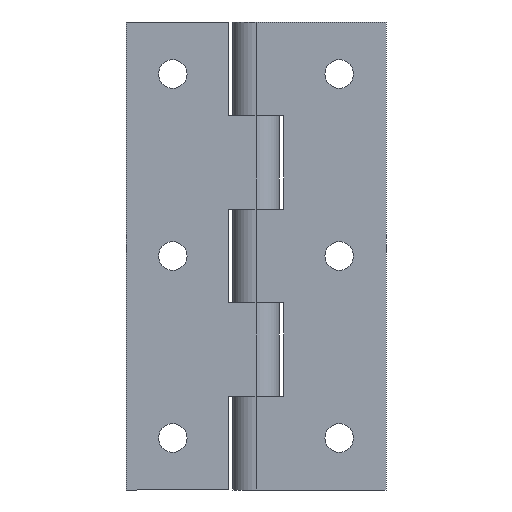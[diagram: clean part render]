
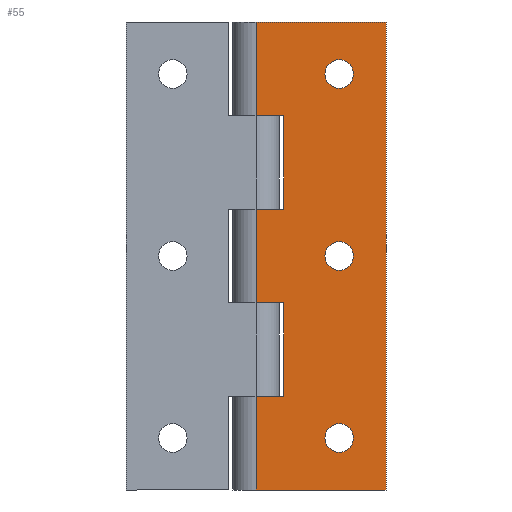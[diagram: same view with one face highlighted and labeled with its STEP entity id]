
A CAD part, front view. The second image highlights one B-rep face of the part: STEP entity #55.
In plain terms, the highlighted planar face has unit normal (0, -1, 0).
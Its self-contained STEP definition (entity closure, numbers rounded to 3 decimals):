
#35 = VERTEX_POINT ( 'NONE', #640 ) ;
#38 = EDGE_CURVE ( 'NONE', #2616, #35, #639, .T. ) ;
#42 = EDGE_CURVE ( 'NONE', #2633, #45, #635, .T. ) ;
#45 = VERTEX_POINT ( 'NONE', #691 ) ;
#53 = EDGE_LOOP ( 'NONE', ( #54, #2820 ) ) ;
#54 = ORIENTED_EDGE ( 'NONE', *, *, #2822, .T. ) ;
#55 = ADVANCED_FACE ( 'NONE', ( #678, #677, #676, #675 ), #674, .F. ) ;
#634 = CARTESIAN_POINT ( 'NONE',  ( 0., -4.5, -45. ) ) ;
#635 = LINE ( 'NONE', #634, #697 ) ;
#636 = DIRECTION ( 'NONE',  ( 1., 0., 0. ) ) ;
#637 = VECTOR ( 'NONE', #636, 1000. ) ;
#638 = CARTESIAN_POINT ( 'NONE',  ( 0., -4.5, 45. ) ) ;
#639 = LINE ( 'NONE', #638, #637 ) ;
#640 = CARTESIAN_POINT ( 'NONE',  ( 25., -4.5, 45. ) ) ;
#670 = DIRECTION ( 'NONE',  ( -1., 0., 0. ) ) ;
#671 = DIRECTION ( 'NONE',  ( 0., 1., 0. ) ) ;
#672 = CARTESIAN_POINT ( 'NONE',  ( 0., -4.5, 45. ) ) ;
#673 = AXIS2_PLACEMENT_3D ( 'NONE', #672, #671, #670 ) ;
#674 = PLANE ( 'NONE',  #673 ) ;
#675 = FACE_OUTER_BOUND ( 'NONE', #2808, .T. ) ;
#676 = FACE_BOUND ( 'NONE', #2813, .T. ) ;
#677 = FACE_BOUND ( 'NONE', #2817, .T. ) ;
#678 = FACE_BOUND ( 'NONE', #53, .T. ) ;
#691 = CARTESIAN_POINT ( 'NONE',  ( 25., -4.5, -45. ) ) ;
#696 = DIRECTION ( 'NONE',  ( 1., 0., 0. ) ) ;
#697 = VECTOR ( 'NONE', #696, 1000. ) ;
#1517 = DIRECTION ( 'NONE',  ( 0., 0., -1. ) ) ;
#1518 = VECTOR ( 'NONE', #1517, 1000. ) ;
#1519 = CARTESIAN_POINT ( 'NONE',  ( 0., -4.5, 45. ) ) ;
#1524 = LINE ( 'NONE', #1519, #1518 ) ;
#1587 = CARTESIAN_POINT ( 'NONE',  ( 0., -4.5, 9. ) ) ;
#1594 = CARTESIAN_POINT ( 'NONE',  ( 0., -4.5, -9. ) ) ;
#1595 = DIRECTION ( 'NONE',  ( 0., 0., -1. ) ) ;
#1596 = VECTOR ( 'NONE', #1595, 1000. ) ;
#1597 = CARTESIAN_POINT ( 'NONE',  ( 0., -4.5, 45. ) ) ;
#1598 = LINE ( 'NONE', #1597, #1596 ) ;
#1663 = DIRECTION ( 'NONE',  ( 0., 0., -1. ) ) ;
#1664 = VECTOR ( 'NONE', #1663, 1000. ) ;
#1665 = CARTESIAN_POINT ( 'NONE',  ( 0., -4.5, 45. ) ) ;
#1666 = LINE ( 'NONE', #1665, #1664 ) ;
#1719 = CARTESIAN_POINT ( 'NONE',  ( 0., -4.5, 45. ) ) ;
#1725 = CARTESIAN_POINT ( 'NONE',  ( 0., -4.5, 27. ) ) ;
#1728 = CARTESIAN_POINT ( 'NONE',  ( 0., -4.5, -27. ) ) ;
#1744 = CARTESIAN_POINT ( 'NONE',  ( 0., -4.5, -45. ) ) ;
#1761 = CARTESIAN_POINT ( 'NONE',  ( 16., -4.5, 2.75 ) ) ;
#1762 = CARTESIAN_POINT ( 'NONE',  ( 16., -4.5, -2.75 ) ) ;
#1790 = DIRECTION ( 'NONE',  ( 0., 0., 1. ) ) ;
#1791 = DIRECTION ( 'NONE',  ( 0., 1., 0. ) ) ;
#1792 = CARTESIAN_POINT ( 'NONE',  ( 16., -4.5, -35. ) ) ;
#1793 = AXIS2_PLACEMENT_3D ( 'NONE', #1792, #1791, #1790 ) ;
#1794 = CIRCLE ( 'NONE', #1793, 2.75 ) ;
#1799 = CARTESIAN_POINT ( 'NONE',  ( 16., -4.5, -32.25 ) ) ;
#1806 = CARTESIAN_POINT ( 'NONE',  ( 16., -4.5, -37.75 ) ) ;
#1817 = DIRECTION ( 'NONE',  ( 0., 0., 1. ) ) ;
#1818 = DIRECTION ( 'NONE',  ( 0., 1., 0. ) ) ;
#1819 = CARTESIAN_POINT ( 'NONE',  ( 16., -4.5, 0. ) ) ;
#1820 = AXIS2_PLACEMENT_3D ( 'NONE', #1819, #1818, #1817 ) ;
#1821 = CIRCLE ( 'NONE', #1820, 2.75 ) ;
#1855 = CARTESIAN_POINT ( 'NONE',  ( 16., -4.5, 32.25 ) ) ;
#1856 = CARTESIAN_POINT ( 'NONE',  ( 16., -4.5, 37.75 ) ) ;
#1857 = DIRECTION ( 'NONE',  ( 0., 0., 1. ) ) ;
#1858 = DIRECTION ( 'NONE',  ( 0., 1., 0. ) ) ;
#1859 = CARTESIAN_POINT ( 'NONE',  ( 16., -4.5, 35. ) ) ;
#1860 = AXIS2_PLACEMENT_3D ( 'NONE', #1859, #1858, #1857 ) ;
#1861 = CIRCLE ( 'NONE', #1860, 2.75 ) ;
#1917 = DIRECTION ( 'NONE',  ( 0., 0., -1. ) ) ;
#1918 = VECTOR ( 'NONE', #1917, 1000. ) ;
#1919 = CARTESIAN_POINT ( 'NONE',  ( 5.3, -4.5, 45. ) ) ;
#1920 = LINE ( 'NONE', #1919, #1918 ) ;
#1962 = DIRECTION ( 'NONE',  ( 0., 0., -1. ) ) ;
#1963 = VECTOR ( 'NONE', #1962, 1000. ) ;
#1964 = CARTESIAN_POINT ( 'NONE',  ( 25., -4.5, 45. ) ) ;
#1965 = LINE ( 'NONE', #1964, #1963 ) ;
#1966 = DIRECTION ( 'NONE',  ( 1., 0., 0. ) ) ;
#1967 = VECTOR ( 'NONE', #1966, 1000. ) ;
#1968 = CARTESIAN_POINT ( 'NONE',  ( 0., -4.5, 27. ) ) ;
#1969 = LINE ( 'NONE', #1968, #1967 ) ;
#2045 = DIRECTION ( 'NONE',  ( -1., 0., 0. ) ) ;
#2046 = VECTOR ( 'NONE', #2045, 1000. ) ;
#2047 = CARTESIAN_POINT ( 'NONE',  ( 0., -4.5, -27. ) ) ;
#2048 = LINE ( 'NONE', #2047, #2046 ) ;
#2049 = CARTESIAN_POINT ( 'NONE',  ( 5.3, -4.5, -9. ) ) ;
#2050 = DIRECTION ( 'NONE',  ( 1., 0., 0. ) ) ;
#2051 = VECTOR ( 'NONE', #2050, 1000. ) ;
#2052 = CARTESIAN_POINT ( 'NONE',  ( 0., -4.5, -9. ) ) ;
#2053 = LINE ( 'NONE', #2052, #2051 ) ;
#2054 = DIRECTION ( 'NONE',  ( 0., 0., -1. ) ) ;
#2055 = VECTOR ( 'NONE', #2054, 1000. ) ;
#2056 = CARTESIAN_POINT ( 'NONE',  ( 5.3, -4.5, 45. ) ) ;
#2057 = LINE ( 'NONE', #2056, #2055 ) ;
#2058 = DIRECTION ( 'NONE',  ( 0., 0., 1. ) ) ;
#2059 = DIRECTION ( 'NONE',  ( 0., 1., 0. ) ) ;
#2060 = CARTESIAN_POINT ( 'NONE',  ( 16., -4.5, -35. ) ) ;
#2061 = AXIS2_PLACEMENT_3D ( 'NONE', #2060, #2059, #2058 ) ;
#2062 = CIRCLE ( 'NONE', #2061, 2.75 ) ;
#2063 = CARTESIAN_POINT ( 'NONE',  ( 5.3, -4.5, -27. ) ) ;
#2064 = DIRECTION ( 'NONE',  ( 0., 0., 1. ) ) ;
#2065 = DIRECTION ( 'NONE',  ( 0., 1., 0. ) ) ;
#2066 = CARTESIAN_POINT ( 'NONE',  ( 16., -4.5, 0. ) ) ;
#2067 = AXIS2_PLACEMENT_3D ( 'NONE', #2066, #2065, #2064 ) ;
#2068 = CIRCLE ( 'NONE', #2067, 2.75 ) ;
#2069 = DIRECTION ( 'NONE',  ( 0., 0., 1. ) ) ;
#2070 = DIRECTION ( 'NONE',  ( 0., 1., 0. ) ) ;
#2071 = AXIS2_PLACEMENT_3D ( 'NONE', #2075, #2070, #2069 ) ;
#2072 = CIRCLE ( 'NONE', #2071, 2.75 ) ;
#2075 = CARTESIAN_POINT ( 'NONE',  ( 16., -4.5, 35. ) ) ;
#2090 = CARTESIAN_POINT ( 'NONE',  ( 5.3, -4.5, 27. ) ) ;
#2091 = CARTESIAN_POINT ( 'NONE',  ( 5.3, -4.5, 9. ) ) ;
#2092 = DIRECTION ( 'NONE',  ( -1., 0., 0. ) ) ;
#2093 = VECTOR ( 'NONE', #2092, 1000. ) ;
#2094 = CARTESIAN_POINT ( 'NONE',  ( 0., -4.5, 9. ) ) ;
#2095 = LINE ( 'NONE', #2094, #2093 ) ;
#2530 = EDGE_CURVE ( 'NONE', #2641, #2633, #1524, .T. ) ;
#2551 = EDGE_CURVE ( 'NONE', #2559, #2552, #1598, .T. ) ;
#2552 = VERTEX_POINT ( 'NONE', #1594 ) ;
#2559 = VERTEX_POINT ( 'NONE', #1587 ) ;
#2612 = EDGE_CURVE ( 'NONE', #2616, #2613, #1666, .T. ) ;
#2613 = VERTEX_POINT ( 'NONE', #1725 ) ;
#2616 = VERTEX_POINT ( 'NONE', #1719 ) ;
#2633 = VERTEX_POINT ( 'NONE', #1744 ) ;
#2641 = VERTEX_POINT ( 'NONE', #1728 ) ;
#2658 = VERTEX_POINT ( 'NONE', #1762 ) ;
#2659 = VERTEX_POINT ( 'NONE', #1761 ) ;
#2660 = EDGE_CURVE ( 'NONE', #2658, #2659, #1821, .T. ) ;
#2669 = VERTEX_POINT ( 'NONE', #1806 ) ;
#2671 = VERTEX_POINT ( 'NONE', #1799 ) ;
#2674 = EDGE_CURVE ( 'NONE', #2669, #2671, #1794, .T. ) ;
#2707 = EDGE_CURVE ( 'NONE', #2709, #2708, #1861, .T. ) ;
#2708 = VERTEX_POINT ( 'NONE', #1856 ) ;
#2709 = VERTEX_POINT ( 'NONE', #1855 ) ;
#2744 = EDGE_CURVE ( 'NONE', #2832, #2831, #1920, .T. ) ;
#2750 = ORIENTED_EDGE ( 'NONE', *, *, #2751, .T. ) ;
#2751 = EDGE_CURVE ( 'NONE', #2613, #2832, #1969, .T. ) ;
#2752 = ORIENTED_EDGE ( 'NONE', *, *, #2612, .T. ) ;
#2753 = ORIENTED_EDGE ( 'NONE', *, *, #38, .F. ) ;
#2754 = EDGE_CURVE ( 'NONE', #35, #45, #1965, .T. ) ;
#2758 = ORIENTED_EDGE ( 'NONE', *, *, #42, .T. ) ;
#2760 = ORIENTED_EDGE ( 'NONE', *, *, #2754, .F. ) ;
#2762 = ORIENTED_EDGE ( 'NONE', *, *, #2530, .T. ) ;
#2806 = ORIENTED_EDGE ( 'NONE', *, *, #2744, .T. ) ;
#2808 = EDGE_LOOP ( 'NONE', ( #2806, #2830, #2826, #2821, #2827, #2819, #2762, #2758, #2760, #2753, #2752, #2750 ) ) ;
#2810 = ORIENTED_EDGE ( 'NONE', *, *, #2707, .T. ) ;
#2811 = EDGE_CURVE ( 'NONE', #2708, #2709, #2072, .T. ) ;
#2812 = ORIENTED_EDGE ( 'NONE', *, *, #2811, .T. ) ;
#2813 = EDGE_LOOP ( 'NONE', ( #2812, #2810 ) ) ;
#2814 = ORIENTED_EDGE ( 'NONE', *, *, #2815, .T. ) ;
#2815 = EDGE_CURVE ( 'NONE', #2659, #2658, #2068, .T. ) ;
#2816 = ORIENTED_EDGE ( 'NONE', *, *, #2660, .T. ) ;
#2817 = EDGE_LOOP ( 'NONE', ( #2814, #2816 ) ) ;
#2818 = VERTEX_POINT ( 'NONE', #2063 ) ;
#2819 = ORIENTED_EDGE ( 'NONE', *, *, #2828, .T. ) ;
#2820 = ORIENTED_EDGE ( 'NONE', *, *, #2674, .T. ) ;
#2821 = ORIENTED_EDGE ( 'NONE', *, *, #2824, .T. ) ;
#2822 = EDGE_CURVE ( 'NONE', #2671, #2669, #2062, .T. ) ;
#2823 = EDGE_CURVE ( 'NONE', #2825, #2818, #2057, .T. ) ;
#2824 = EDGE_CURVE ( 'NONE', #2552, #2825, #2053, .T. ) ;
#2825 = VERTEX_POINT ( 'NONE', #2049 ) ;
#2826 = ORIENTED_EDGE ( 'NONE', *, *, #2551, .T. ) ;
#2827 = ORIENTED_EDGE ( 'NONE', *, *, #2823, .T. ) ;
#2828 = EDGE_CURVE ( 'NONE', #2818, #2641, #2048, .T. ) ;
#2829 = EDGE_CURVE ( 'NONE', #2831, #2559, #2095, .T. ) ;
#2830 = ORIENTED_EDGE ( 'NONE', *, *, #2829, .T. ) ;
#2831 = VERTEX_POINT ( 'NONE', #2091 ) ;
#2832 = VERTEX_POINT ( 'NONE', #2090 ) ;
